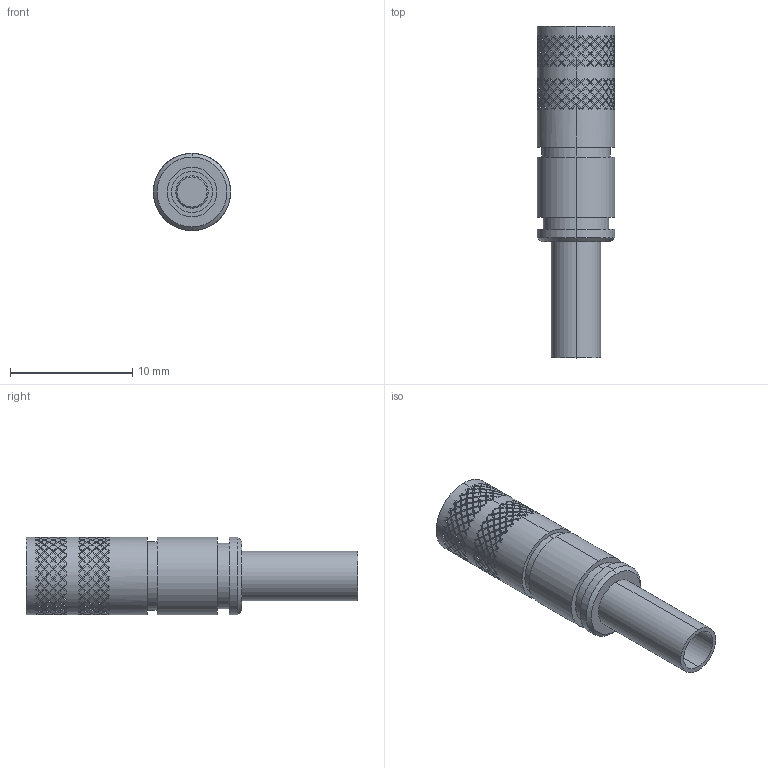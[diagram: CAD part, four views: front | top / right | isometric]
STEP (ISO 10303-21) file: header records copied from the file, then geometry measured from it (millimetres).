
FILE_DESCRIPTION((''),'2;1');
FILE_NAME('2','2021-09-09T',('Administrator'),(''),'PRO/ENGINEER BY PARAMETRIC TECHNOLOGY CORPORATION, 2012090','PRO/ENGINEER BY PARAMETRIC TECHNOLOGY CORPORATION, 2012090','');
FILE_SCHEMA(('CONFIG_CONTROL_DESIGN'));
Products named in the file (1): 2
Bounding box: 6.3 x 27.1 x 6.3 mm (x, y, z)
Volume: 457.5 mm3; surface area: 1016 mm2
Topology: 1 solids, 1 shells, 3188 faces, 7734 edges, 4562 vertices
Faces by surface type: bspline 2408, cylinder 362, plane 348, cone 66, torus 4
Entity records: 182868 total; most frequent: CARTESIAN_POINT 127820, ORIENTED_EDGE 15468, EDGE_CURVE 7734, B_SPLINE_CURVE_WITH_KNOTS 5708, VERTEX_POINT 4562, DIRECTION 3926, EDGE_LOOP 3202, FACE_OUTER_BOUND 3188
